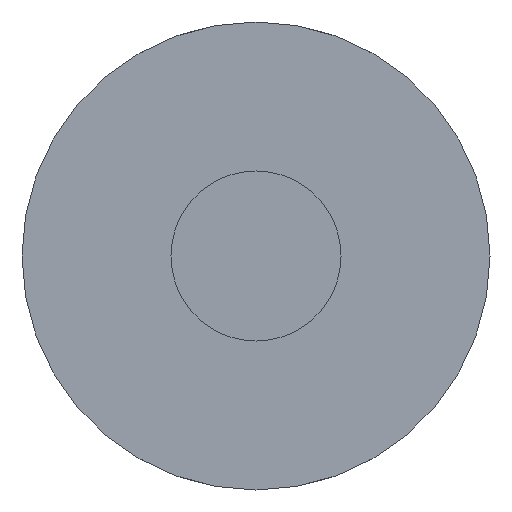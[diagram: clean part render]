
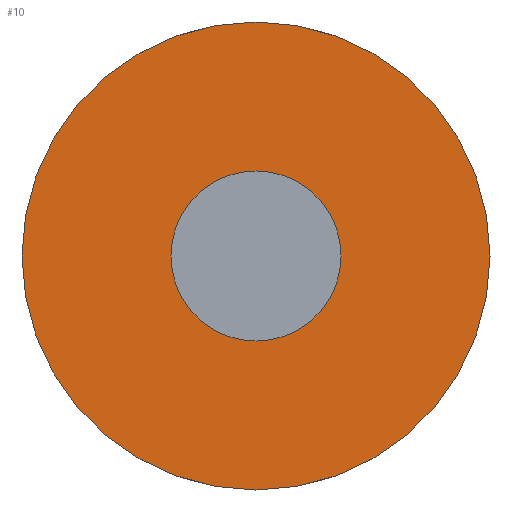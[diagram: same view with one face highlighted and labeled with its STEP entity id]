
A CAD part, front view. The second image highlights one B-rep face of the part: STEP entity #10.
In plain terms, the highlighted planar face has unit normal (0, -1, 0).
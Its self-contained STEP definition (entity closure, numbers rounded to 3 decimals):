
#2 = CARTESIAN_POINT ( 'NONE',  ( 0., 0., 1. ) ) ;
#5 = VERTEX_POINT ( 'NONE', #2 ) ;
#7 = CIRCLE ( 'NONE', #118, 2.75 ) ;
#10 = ADVANCED_FACE ( 'NONE', ( #65, #195 ), #14, .F. ) ;
#11 = CIRCLE ( 'NONE', #122, 1. ) ;
#14 = PLANE ( 'NONE',  #56 ) ;
#18 = DIRECTION ( 'NONE',  ( 0., 0., -1. ) ) ;
#20 = VERTEX_POINT ( 'NONE', #180 ) ;
#21 = DIRECTION ( 'NONE',  ( 0., 1., 0. ) ) ;
#23 = EDGE_CURVE ( 'NONE', #142, #73, #194, .T. ) ;
#27 = EDGE_CURVE ( 'NONE', #5, #20, #43, .T. ) ;
#39 = DIRECTION ( 'NONE',  ( 0., 0., -1. ) ) ;
#41 = AXIS2_PLACEMENT_3D ( 'NONE', #109, #99, #80 ) ;
#43 = CIRCLE ( 'NONE', #41, 1. ) ;
#48 = EDGE_LOOP ( 'NONE', ( #85, #78 ) ) ;
#56 = AXIS2_PLACEMENT_3D ( 'NONE', #100, #21, #166 ) ;
#57 = EDGE_CURVE ( 'NONE', #20, #5, #11, .T. ) ;
#65 = FACE_BOUND ( 'NONE', #188, .T. ) ;
#73 = VERTEX_POINT ( 'NONE', #101 ) ;
#78 = ORIENTED_EDGE ( 'NONE', *, *, #81, .T. ) ;
#80 = DIRECTION ( 'NONE',  ( 0., 0., -1. ) ) ;
#81 = EDGE_CURVE ( 'NONE', #73, #142, #7, .T. ) ;
#85 = ORIENTED_EDGE ( 'NONE', *, *, #23, .T. ) ;
#91 = ORIENTED_EDGE ( 'NONE', *, *, #27, .F. ) ;
#97 = AXIS2_PLACEMENT_3D ( 'NONE', #169, #160, #128 ) ;
#99 = DIRECTION ( 'NONE',  ( 0., -1., 0. ) ) ;
#100 = CARTESIAN_POINT ( 'NONE',  ( -2.75, 0., 0. ) ) ;
#101 = CARTESIAN_POINT ( 'NONE',  ( 2.75, 0., 0. ) ) ;
#109 = CARTESIAN_POINT ( 'NONE',  ( 0., 0., 0. ) ) ;
#118 = AXIS2_PLACEMENT_3D ( 'NONE', #156, #145, #39 ) ;
#121 = CARTESIAN_POINT ( 'NONE',  ( 0., 0., 0. ) ) ;
#122 = AXIS2_PLACEMENT_3D ( 'NONE', #121, #124, #18 ) ;
#124 = DIRECTION ( 'NONE',  ( 0., -1., 0. ) ) ;
#128 = DIRECTION ( 'NONE',  ( 0., 0., -1. ) ) ;
#142 = VERTEX_POINT ( 'NONE', #153 ) ;
#145 = DIRECTION ( 'NONE',  ( 0., -1., 0. ) ) ;
#153 = CARTESIAN_POINT ( 'NONE',  ( -2.75, 0., 0. ) ) ;
#154 = ORIENTED_EDGE ( 'NONE', *, *, #57, .F. ) ;
#156 = CARTESIAN_POINT ( 'NONE',  ( 0., 0., 0. ) ) ;
#160 = DIRECTION ( 'NONE',  ( 0., -1., 0. ) ) ;
#166 = DIRECTION ( 'NONE',  ( 0., 0., 1. ) ) ;
#169 = CARTESIAN_POINT ( 'NONE',  ( 0., 0., 0. ) ) ;
#180 = CARTESIAN_POINT ( 'NONE',  ( 0., 0., -1. ) ) ;
#188 = EDGE_LOOP ( 'NONE', ( #154, #91 ) ) ;
#194 = CIRCLE ( 'NONE', #97, 2.75 ) ;
#195 = FACE_OUTER_BOUND ( 'NONE', #48, .T. ) ;
